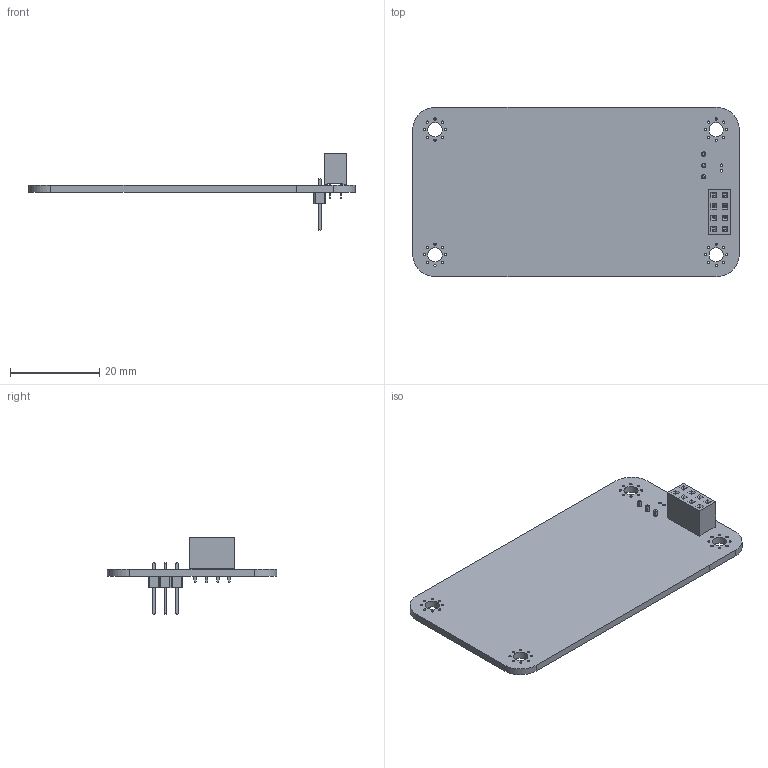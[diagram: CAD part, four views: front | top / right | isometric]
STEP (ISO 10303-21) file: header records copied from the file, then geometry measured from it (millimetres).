
FILE_DESCRIPTION(('KiCad electronic assembly'),'2;1');
FILE_NAME('dht.step','2024-06-01T14:18:25',('Pcbnew'),('Kicad'), 'Open CASCADE STEP processor 7.7','KiCad to STEP converter','Unknown' );
FILE_SCHEMA(('AUTOMOTIVE_DESIGN { 1 0 10303 214 1 1 1 1 }'));
Length unit declared in the file: millimetre
Products named in the file (6): dht 1; PinSocket_2x04_P2.54mm_Vertical; PinSocket_2x04_P254mm_Vertical; PinHeader_1x03_P2.54mm_Vertical; PinHeader_1x03_P254mm_Vertical; _autosave-dht_PCB
Assembly tree (5 placements, depth 3):
  dht 1
    PinSocket_2x04_P2.54mm_Vertical
      PinSocket_2x04_P254mm_Vertical
    PinHeader_1x03_P2.54mm_Vertical
      PinHeader_1x03_P254mm_Vertical
    _autosave-dht_PCB
Bounding box: 73.3 x 38 x 17.24 mm (x, y, z)
Volume: 4745.1 mm3; surface area: 6623.1 mm2
Topology: 3 solids, 3 shells, 395 faces, 1021 edges, 662 vertices
Faces by surface type: plane 342, cylinder 53
Full cylindrical faces by diameter (mm): 0.5 x32, 0.6 x2, 1 x11, 3.2 x4
Entity records: 14456 total; most frequent: CARTESIAN_POINT 2084, ORIENTED_EDGE 2042, DIRECTION 1929, EDGE_CURVE 1021, LINE 915, VECTOR 915, VERTEX_POINT 662, FACE_BOUND 523
